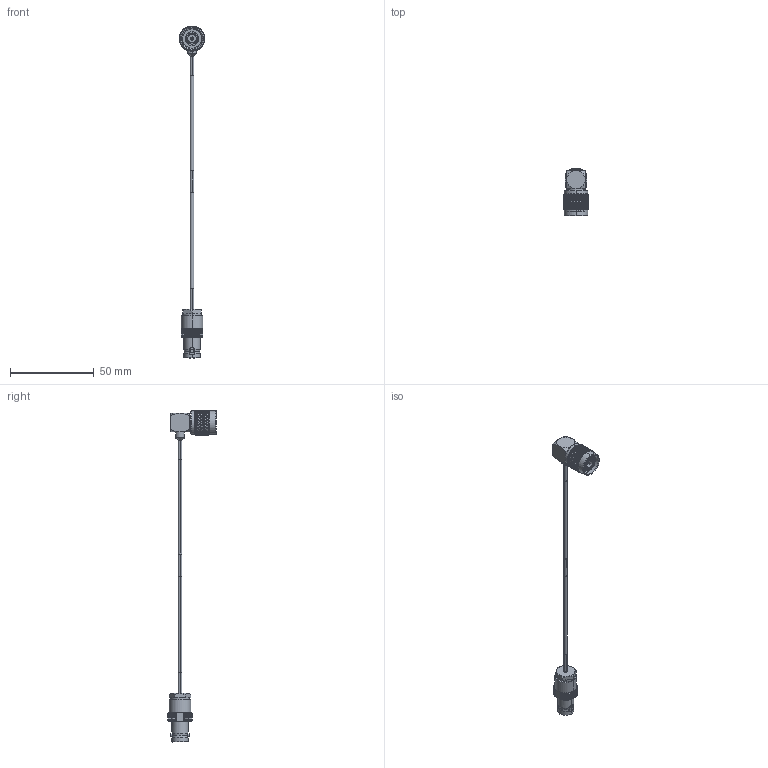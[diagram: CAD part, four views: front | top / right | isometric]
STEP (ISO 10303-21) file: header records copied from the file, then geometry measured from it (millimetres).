
FILE_DESCRIPTION (( 'STEP AP214' ), '1' );
FILE_NAME ('LCCA30593.step', '2020-06-23T22:45:39', ( '' ), ( '' ), 'SwSTEP 2.0', 'SolidWorks 2018', '' );
FILE_SCHEMA (( 'AUTOMOTIVE_DESIGN' ));
Length unit declared in the file: inch
Products named in the file (6): LCCN3041; LC085TB (085 FORMABLE); LCCA30593; 1AW01-002_.08 ID; LCCN3060; LCCN3044_HS
Assembly tree (6 placements, depth 2):
  LCCA30593
    LC085TB (085 FORMABLE)
    1AW01-002_.08 ID  x2
    LCCN3041
    LCCN3044_HS
    LCCN3060
Bounding box: 14.99 x 28.74 x 197.84 mm (x, y, z)
Volume: 6365.9 mm3; surface area: 6122.8 mm2
Topology: 7 solids, 7 shells, 2486 faces, 5316 edges, 2860 vertices
Faces by surface type: bspline 1605, cylinder 498, plane 215, cone 160, torus 8
Entity records: 95041 total; most frequent: CARTESIAN_POINT 59013, ORIENTED_EDGE 10608, EDGE_CURVE 5304, DIRECTION 3282, VERTEX_POINT 2852, EDGE_LOOP 2498, FACE_OUTER_BOUND 2480, ADVANCED_FACE 2480
